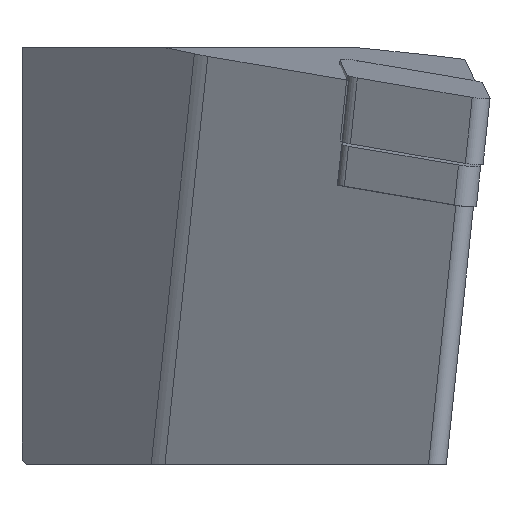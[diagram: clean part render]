
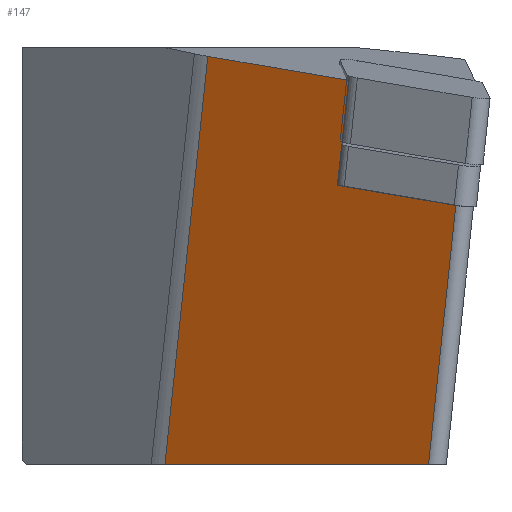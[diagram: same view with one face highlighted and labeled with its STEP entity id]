
A CAD part, left-side view. The second image highlights one B-rep face of the part: STEP entity #147.
In plain terms, the highlighted planar face has unit normal (-0.849, 0.527, -0.034).
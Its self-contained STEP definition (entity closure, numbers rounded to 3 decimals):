
#147=ADVANCED_FACE('',(#248),#205,.F.);
#205=PLANE('',#1120);
#248=FACE_OUTER_BOUND('',#306,.T.);
#306=EDGE_LOOP('',(#635,#636,#637,#638,#639,#640,#641));
#354=LINE('',#1471,#464);
#369=LINE('',#1506,#479);
#378=LINE('',#1525,#488);
#396=LINE('',#1562,#506);
#397=LINE('',#1564,#507);
#398=LINE('',#1566,#508);
#399=LINE('',#1568,#509);
#464=VECTOR('',#1192,1.);
#479=VECTOR('',#1219,1.);
#488=VECTOR('',#1232,1.);
#506=VECTOR('',#1264,1.);
#507=VECTOR('',#1265,1.);
#508=VECTOR('',#1266,1.);
#509=VECTOR('',#1267,1.);
#635=ORIENTED_EDGE('',*,*,#941,.F.);
#636=ORIENTED_EDGE('',*,*,#958,.T.);
#637=ORIENTED_EDGE('',*,*,#968,.F.);
#638=ORIENTED_EDGE('',*,*,#987,.T.);
#639=ORIENTED_EDGE('',*,*,#988,.F.);
#640=ORIENTED_EDGE('',*,*,#989,.T.);
#641=ORIENTED_EDGE('',*,*,#990,.F.);
#854=VERTEX_POINT('',#1468);
#855=VERTEX_POINT('',#1470);
#869=VERTEX_POINT('',#1505);
#877=VERTEX_POINT('',#1524);
#890=VERTEX_POINT('',#1563);
#891=VERTEX_POINT('',#1565);
#892=VERTEX_POINT('',#1567);
#941=EDGE_CURVE('',#855,#854,#354,.T.);
#958=EDGE_CURVE('',#855,#869,#369,.T.);
#968=EDGE_CURVE('',#877,#869,#378,.T.);
#987=EDGE_CURVE('',#877,#890,#396,.T.);
#988=EDGE_CURVE('',#891,#890,#397,.T.);
#989=EDGE_CURVE('',#891,#892,#398,.T.);
#990=EDGE_CURVE('',#854,#892,#399,.T.);
#1120=AXIS2_PLACEMENT_3D('',#1569,#1268,#1269);
#1192=DIRECTION('',(-0.518,-0.843,-0.143));
#1219=DIRECTION('',(-0.105,-0.104,0.989));
#1232=DIRECTION('',(-0.518,-0.843,-0.143));
#1264=DIRECTION('',(0.105,0.104,-0.989));
#1265=DIRECTION('',(0.527,0.85,0.));
#1266=DIRECTION('',(-0.105,-0.104,0.989));
#1267=DIRECTION('',(-0.518,-0.843,-0.143));
#1268=DIRECTION('',(0.849,-0.527,0.034));
#1269=DIRECTION('',(0.527,0.85,0.));
#1468=CARTESIAN_POINT('',(6.405,-21.636,-5.907));
#1470=CARTESIAN_POINT('',(6.436,-21.585,-5.898));
#1471=CARTESIAN_POINT('',(1.48,-29.658,-7.27));
#1505=CARTESIAN_POINT('',(5.679,-22.337,1.263));
#1506=CARTESIAN_POINT('',(5.391,-22.624,3.993));
#1524=CARTESIAN_POINT('',(11.593,-12.703,2.9));
#1525=CARTESIAN_POINT('',(0.723,-30.411,-0.11));
#1562=CARTESIAN_POINT('',(15.743,-8.576,-36.366));
#1563=CARTESIAN_POINT('',(14.542,-9.771,-25.));
#1564=CARTESIAN_POINT('',(4.453,-26.023,-25.));
#1565=CARTESIAN_POINT('',(3.354,-27.795,-25.));
#1566=CARTESIAN_POINT('',(4.873,-26.284,-39.376));
#1567=CARTESIAN_POINT('',(1.48,-29.658,-7.27));
#1568=CARTESIAN_POINT('',(1.48,-29.658,-7.27));
#1569=CARTESIAN_POINT('',(4.873,-26.284,-39.376));
